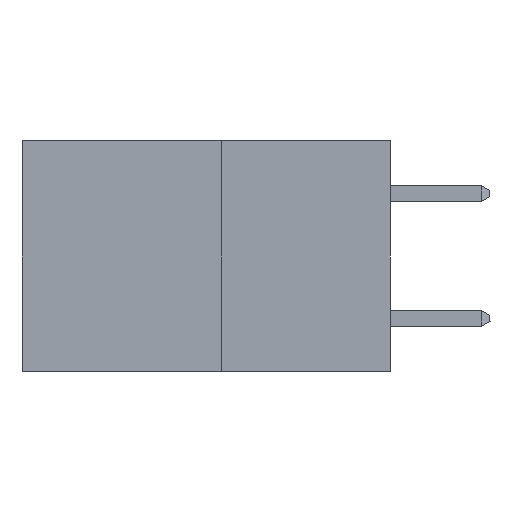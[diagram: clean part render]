
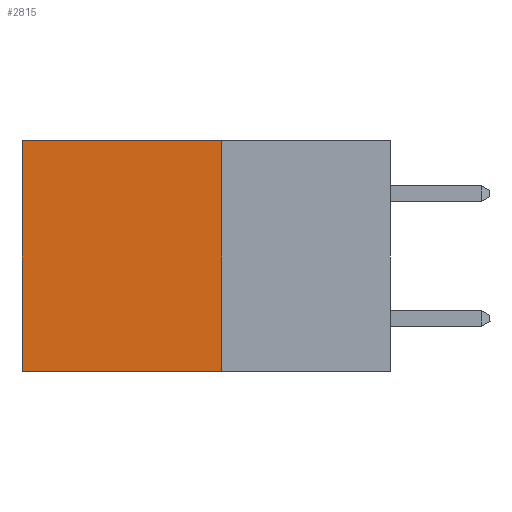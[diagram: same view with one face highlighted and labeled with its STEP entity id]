
A CAD part, left-side view. The second image highlights one B-rep face of the part: STEP entity #2815.
In plain terms, the highlighted planar face has unit normal (-1, 0, 0).
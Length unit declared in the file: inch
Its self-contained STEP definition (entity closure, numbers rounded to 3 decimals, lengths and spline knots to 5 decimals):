
#730 = LINE ( 'NONE', #10064, #17635 ) ;
#884 = ORIENTED_EDGE ( 'NONE', *, *, #3175, .F. ) ;
#1655 = ORIENTED_EDGE ( 'NONE', *, *, #9132, .T. ) ;
#1882 = ORIENTED_EDGE ( 'NONE', *, *, #11062, .T. ) ;
#1979 = CARTESIAN_POINT ( 'NONE',  ( 0.277, 0.27, 0. ) ) ;
#2803 = VECTOR ( 'NONE', #15738, 39.37008 ) ;
#2815 = ADVANCED_FACE ( 'NONE', ( #15550 ), #21311, .F. ) ;
#3175 = EDGE_CURVE ( 'NONE', #18807, #15986, #730, .T. ) ;
#3841 = AXIS2_PLACEMENT_3D ( 'NONE', #5693, #13912, #18196 ) ;
#4063 = EDGE_LOOP ( 'NONE', ( #1882, #884, #17032, #1655 ) ) ;
#4422 = CARTESIAN_POINT ( 'NONE',  ( 0.277, 0.59, -0.37 ) ) ;
#4922 = LINE ( 'NONE', #9804, #17815 ) ;
#5693 = CARTESIAN_POINT ( 'NONE',  ( 0.277, 0.27, -0.37 ) ) ;
#6005 = VERTEX_POINT ( 'NONE', #1979 ) ;
#7307 = LINE ( 'NONE', #15668, #2803 ) ;
#7594 = VERTEX_POINT ( 'NONE', #21230 ) ;
#9132 = EDGE_CURVE ( 'NONE', #6005, #7594, #4922, .T. ) ;
#9253 = LINE ( 'NONE', #16075, #13173 ) ;
#9804 = CARTESIAN_POINT ( 'NONE',  ( 0.277, 0.27, 0. ) ) ;
#10064 = CARTESIAN_POINT ( 'NONE',  ( 0.277, 0.27, -0.37 ) ) ;
#11062 = EDGE_CURVE ( 'NONE', #7594, #15986, #7307, .T. ) ;
#11495 = DIRECTION ( 'NONE',  ( 0., 1., 0. ) ) ;
#13173 = VECTOR ( 'NONE', #14375, 39.37008 ) ;
#13912 = DIRECTION ( 'NONE',  ( 1., 0., 0. ) ) ;
#14375 = DIRECTION ( 'NONE',  ( 0., 0., -1. ) ) ;
#15550 = FACE_OUTER_BOUND ( 'NONE', #4063, .T. ) ;
#15668 = CARTESIAN_POINT ( 'NONE',  ( 0.277, 0.59, -0.37 ) ) ;
#15738 = DIRECTION ( 'NONE',  ( 0., 0., -1. ) ) ;
#15986 = VERTEX_POINT ( 'NONE', #4422 ) ;
#16075 = CARTESIAN_POINT ( 'NONE',  ( 0.277, 0.27, -0.37 ) ) ;
#16949 = EDGE_CURVE ( 'NONE', #6005, #18807, #9253, .T. ) ;
#17032 = ORIENTED_EDGE ( 'NONE', *, *, #16949, .F. ) ;
#17635 = VECTOR ( 'NONE', #21512, 39.37008 ) ;
#17815 = VECTOR ( 'NONE', #11495, 39.37008 ) ;
#18196 = DIRECTION ( 'NONE',  ( 0., 0., -1. ) ) ;
#18807 = VERTEX_POINT ( 'NONE', #19188 ) ;
#19188 = CARTESIAN_POINT ( 'NONE',  ( 0.277, 0.27, -0.37 ) ) ;
#21230 = CARTESIAN_POINT ( 'NONE',  ( 0.277, 0.59, 0. ) ) ;
#21311 = PLANE ( 'NONE',  #3841 ) ;
#21512 = DIRECTION ( 'NONE',  ( 0., 1., 0. ) ) ;
